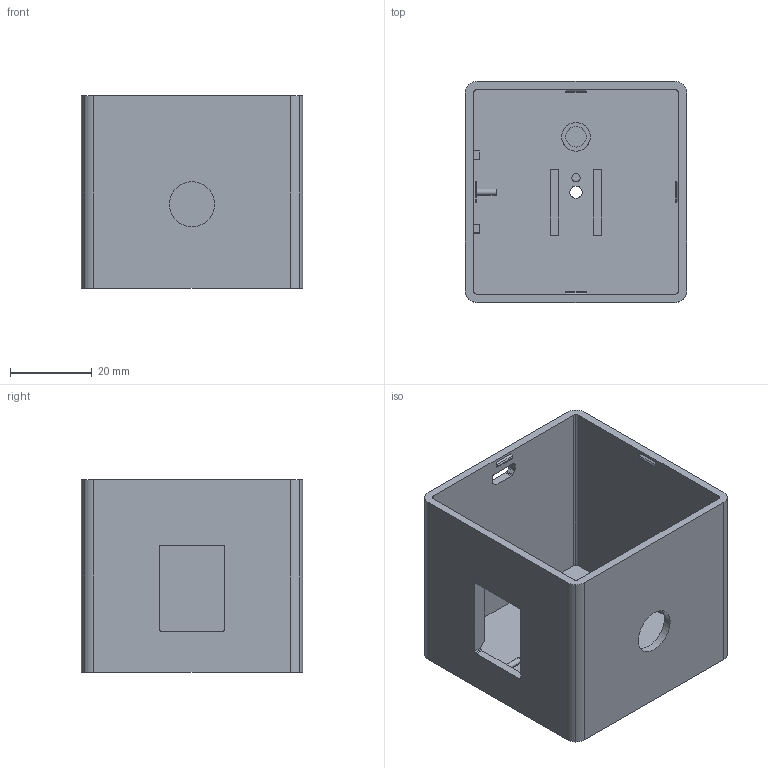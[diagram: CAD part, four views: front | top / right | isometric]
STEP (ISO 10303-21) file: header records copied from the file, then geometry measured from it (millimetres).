
FILE_DESCRIPTION(('STEP AP214'),'1');
FILE_NAME('Multi-Sensor Enclosure Top Rear USB.stp','2017-06-02T19:16:34',(' '),(' '),'Spatial InterOp 3D',' ',' ');
FILE_SCHEMA(('automotive_design'));
Length unit declared in the file: metre
Products named in the file (1): Component42
Bounding box: 54 x 54 x 47 mm (x, y, z)
Volume: 23750.1 mm3; surface area: 24692.6 mm2
Topology: 1 solids, 1 shells, 115 faces, 302 edges, 200 vertices
Faces by surface type: plane 59, cylinder 54, cone 2
Entity records: 4537 total; most frequent: DIRECTION 646, CARTESIAN_POINT 618, ORIENTED_EDGE 604, EDGE_CURVE 302, AXIS2_PLACEMENT_3D 228, VERTEX_POINT 200, LINE 190, VECTOR 190
